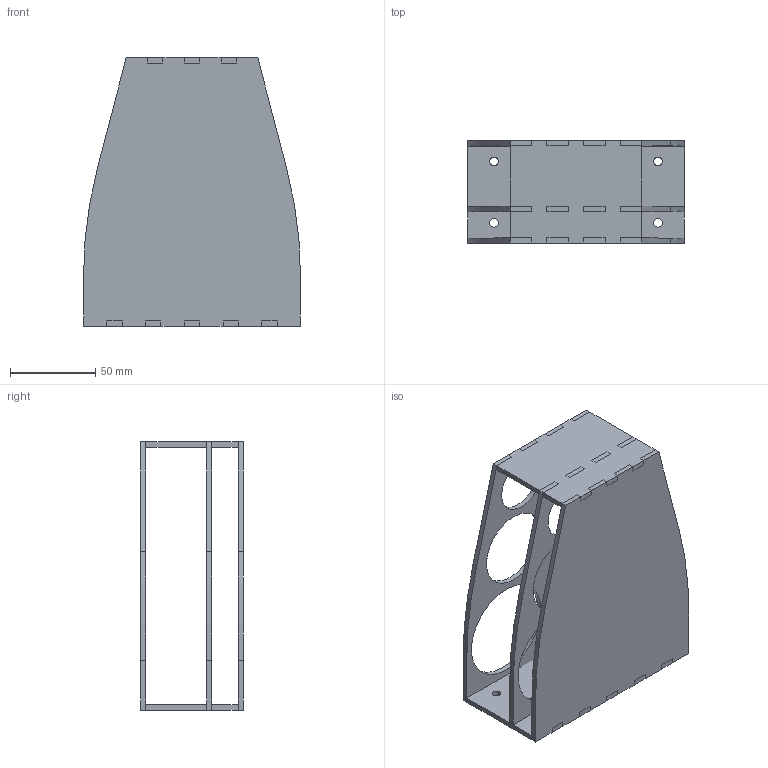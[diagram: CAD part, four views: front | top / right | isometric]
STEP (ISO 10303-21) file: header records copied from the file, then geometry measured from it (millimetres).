
FILE_DESCRIPTION(/* description */ (''),/* implementation_level */ '2;1');
FILE_NAME(/* name */ 'Zip Ties Peg Board Holder Laser Cut Version v7.step',/* time_stamp */ '2024-01-28T21:36:28+01:00',/* author */ (''),/* organization */ (''),/* preprocessor_version */ 'ST-DEVELOPER v20',/* originating_system */ 'Autodesk Translation Framework v12.14.0.127',/* authorisation */ '');
FILE_SCHEMA (('AUTOMOTIVE_DESIGN { 1 0 10303 214 3 1 1 }'));
Length unit declared in the file: millimetre
Products named in the file (6): Zip Ties Peg Board Holder Laser Cut Version; Top Part; Front Part; Back Part; Bottom Part; Middle Part
Assembly tree (5 placements, depth 2):
  Zip Ties Peg Board Holder Laser Cut Version
    Top Part
    Front Part
    Back Part
    Bottom Part
    Middle Part
Bounding box: 127 x 60 x 157 mm (x, y, z)
Volume: 127931.2 mm3; surface area: 98770.9 mm2
Topology: 5 solids, 5 shells, 258 faces, 744 edges, 496 vertices
Faces by surface type: plane 236, cylinder 22
Full cylindrical faces by diameter (mm): 5 x4, 32.5 x4, 45 x4, 57.5 x4
Entity records: 8601 total; most frequent: CARTESIAN_POINT 1509, ORIENTED_EDGE 1488, DIRECTION 1326, EDGE_CURVE 744, LINE 700, VECTOR 700, VERTEX_POINT 496, AXIS2_PLACEMENT_3D 313
